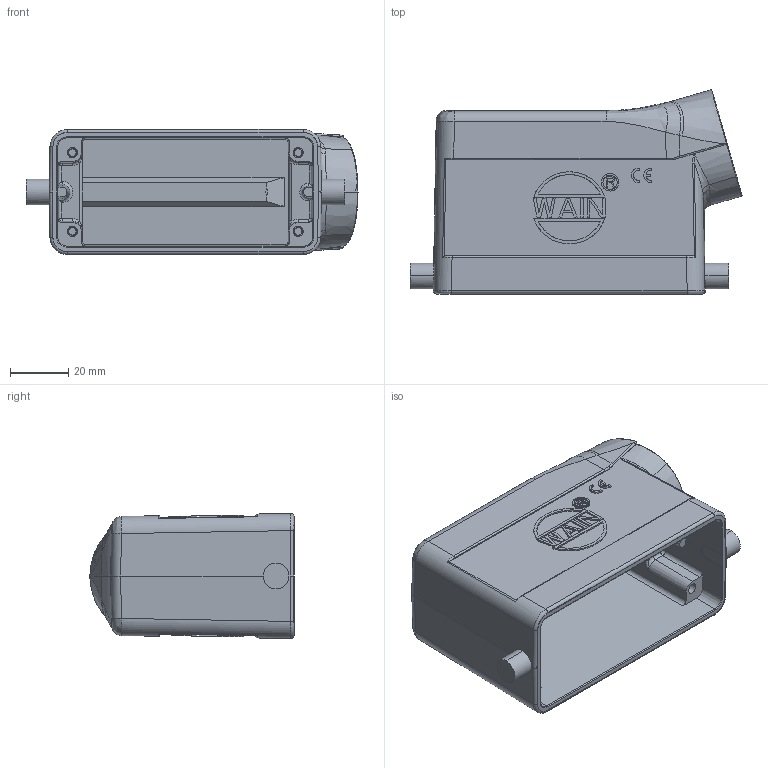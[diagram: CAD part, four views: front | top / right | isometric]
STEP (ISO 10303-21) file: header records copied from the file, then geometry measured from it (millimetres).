
FILE_DESCRIPTION(/* description */ (''),/* implementation_level */ '2;1');
FILE_NAME(/* name */ '3D_1240165151011_HV16B-SE-2B-PG21_V1.1.stp',/* time_stamp */ '2024-01-08T16:21:39+08:00',/* author */ (''),/* organization */ (''),/* preprocessor_version */ 'ST-DEVELOPER v18.1',/* originating_system */ 'SIEMENS PLM Software NX 1980',/* authorisation */ '');
FILE_SCHEMA (('AUTOMOTIVE_DESIGN { 1 0 10303 214 3 1 1 1 }'));
Length unit declared in the file: millimetre
Products named in the file (1): 145930E476E9x50z
Bounding box: 114.01 x 70.13 x 42.96 mm (x, y, z)
Volume: 67802.6 mm3; surface area: 40777.4 mm2
Topology: 3 solids, 3 shells, 436 faces, 1087 edges, 691 vertices
Faces by surface type: plane 251, cylinder 86, bspline 31, torus 29, cone 29, extrusion 8, sphere 2
Full cylindrical faces by diameter (mm): 24 x1, 26.9 x1
Entity records: 15892 total; most frequent: CARTESIAN_POINT 5994, ORIENTED_EDGE 2160, DIRECTION 1805, EDGE_CURVE 1080, VERTEX_POINT 689, VECTOR 655, LINE 647, AXIS2_PLACEMENT_3D 575
